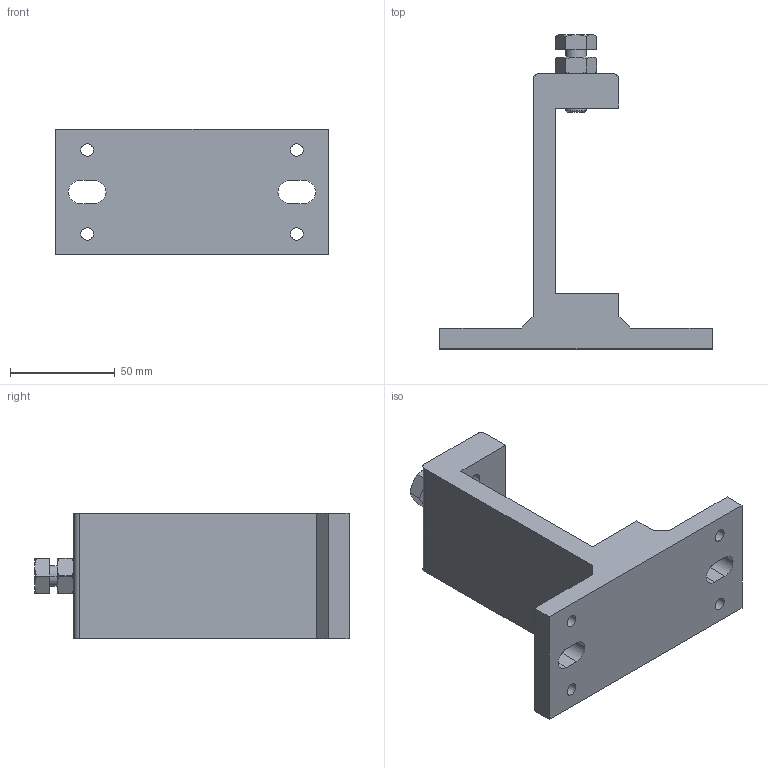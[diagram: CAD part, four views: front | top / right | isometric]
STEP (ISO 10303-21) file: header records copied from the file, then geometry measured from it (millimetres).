
FILE_DESCRIPTION(('STEP AP203'),'1');
FILE_NAME('kf_0.stp','2015-10-27T12:35:51',('TraceParts'),('TraceParts S.A.'),'Spatial InterOp 3D',' ',' ');
FILE_SCHEMA(('CONFIG_CONTROL_DESIGN'));
Length unit declared in the file: millimetre
Products named in the file (1): 1
Bounding box: 130 x 149.9 x 60 mm (x, y, z)
Volume: 216267.1 mm3; surface area: 44428.6 mm2
Topology: 1 solids, 1 shells, 96 faces, 244 edges, 154 vertices
Faces by surface type: plane 36, cylinder 34, cone 26
Entity records: 3006 total; most frequent: CARTESIAN_POINT 639, DIRECTION 496, ORIENTED_EDGE 488, EDGE_CURVE 244, AXIS2_PLACEMENT_3D 191, VERTEX_POINT 154, EDGE_LOOP 116, LINE 114
